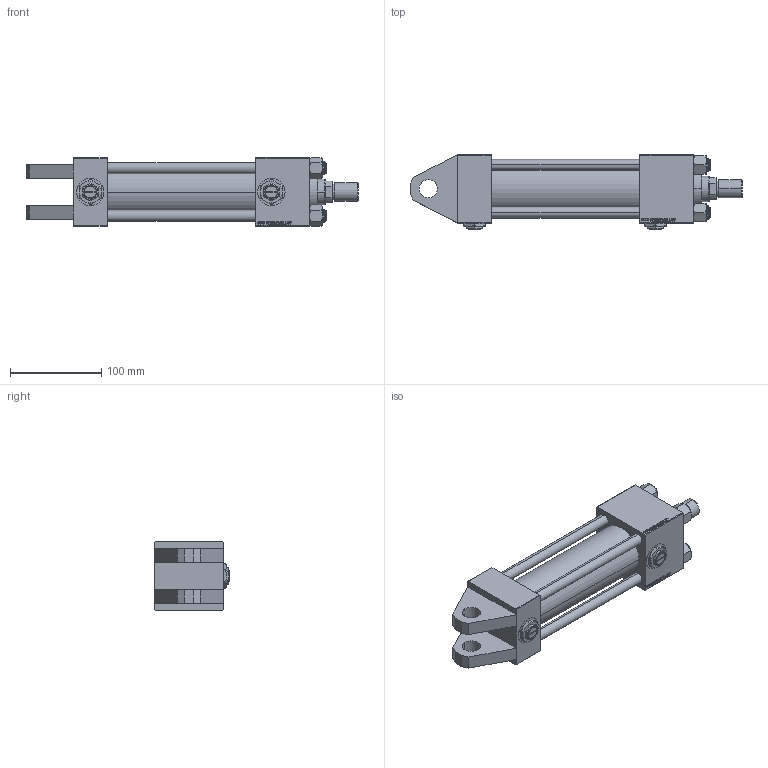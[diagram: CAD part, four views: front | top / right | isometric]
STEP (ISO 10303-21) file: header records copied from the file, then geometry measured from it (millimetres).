
FILE_DESCRIPTION (( 'STEP AP203' ), '1' );
FILE_NAME ('4dba.STEP', '2022-04-16T00:07:26', ( '' ), ( '' ), 'SwSTEP 2.0', 'SolidWorks 2019', '' );
FILE_SCHEMA (( 'CONFIG_CONTROL_DESIGN' ));
Length unit declared in the file: millimetre
Products named in the file (8): V215CR_VCP_H 6b43101b9ce0671971048b0e9c8f95cb; NUT_M5_H 6b43101b9ce0671971048b0e9c8f95cb; V215CR_H_Body 6b43101b9ce0671971048b0e9c8f95cb; ROD_END_AH 6b43101b9ce0671971048b0e9c8f95cb; V215_VC_A 6b43101b9ce0671971048b0e9c8f95cb; 4dba; V215CR_TYCINKA_H 6b43101b9ce0671971048b0e9c8f95cb; Zatka_pro_OIL_PORT 6b43101b9ce0671971048b0e9c8f95cb
Assembly tree (14 placements, depth 2):
  4dba
    V215CR_H_Body 6b43101b9ce0671971048b0e9c8f95cb
    V215CR_VCP_H 6b43101b9ce0671971048b0e9c8f95cb
    V215CR_TYCINKA_H 6b43101b9ce0671971048b0e9c8f95cb  x4
    NUT_M5_H 6b43101b9ce0671971048b0e9c8f95cb  x4
    V215_VC_A 6b43101b9ce0671971048b0e9c8f95cb
    ROD_END_AH 6b43101b9ce0671971048b0e9c8f95cb
    Zatka_pro_OIL_PORT 6b43101b9ce0671971048b0e9c8f95cb  x2
Bounding box: 364 x 82 x 75.54 mm (x, y, z)
Volume: 914517.8 mm3; surface area: 233457.4 mm2
Topology: 14 solids, 14 shells, 1251 faces, 3114 edges, 2005 vertices
Faces by surface type: plane 569, bspline 392, cone 178, cylinder 102, torus 10
Entity records: 52438 total; most frequent: CARTESIAN_POINT 27768, ORIENTED_EDGE 5520, DIRECTION 3572, EDGE_CURVE 2760, VERTEX_POINT 1803, VECTOR 1634, LINE 1634, EDGE_LOOP 1225
